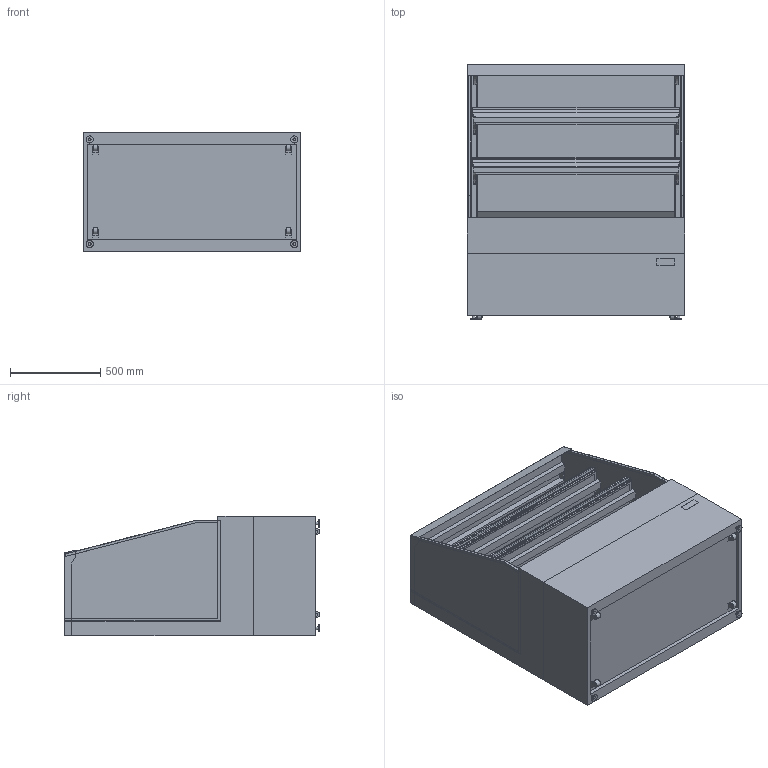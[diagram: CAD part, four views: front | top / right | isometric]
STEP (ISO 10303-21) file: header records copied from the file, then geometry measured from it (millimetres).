
FILE_DESCRIPTION (( 'STEP AP214' ), '1' );
FILE_NAME ('EU536302_Caleo Hot 120.STEP', '2022-04-13T07:46:10', ( '' ), ( '' ), 'SwSTEP 2.0', 'SolidWorks 2017', '' );
FILE_SCHEMA (( 'AUTOMOTIVE_DESIGN' ));
Length unit declared in the file: millimetre
Products named in the file (1): EU536302_Caleo Hot 120
Bounding box: 1200.2 x 1410 x 663.5 mm (x, y, z)
Volume: 430190415.1 mm3; surface area: 18889395.2 mm2
Topology: 36 solids, 36 shells, 351 faces, 815 edges, 538 vertices
Faces by surface type: plane 306, cylinder 45
Full cylindrical faces by diameter (mm): 10 x4, 16 x4, 35 x4, 40 x4
Entity records: 10407 total; most frequent: CARTESIAN_POINT 1707, ORIENTED_EDGE 1598, DIRECTION 1587, EDGE_CURVE 799, VECTOR 703, LINE 703, VERTEX_POINT 538, AXIS2_PLACEMENT_3D 442
